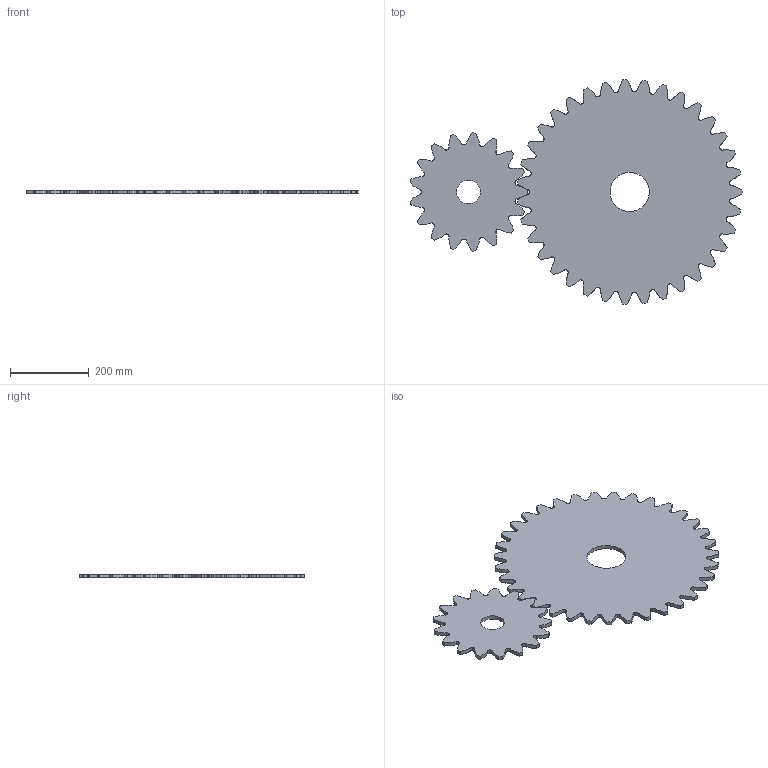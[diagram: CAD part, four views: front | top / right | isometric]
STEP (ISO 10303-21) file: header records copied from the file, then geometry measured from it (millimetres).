
FILE_DESCRIPTION( ( 'STEP AP203' ), '1' );
FILE_NAME( 'Com correção.stp', ' ', ( ' ' ), ( ' ' ), 'PSStep 18.0.17', ' ', ' ' );
FILE_SCHEMA( ( 'CONFIG_CONTROL_DESIGN' ) );
Length unit declared in the file: metre
Products named in the file (3): Assem1
Assembly tree (2 placements, depth 2):
  Assem1
    (unnamed)
    (unnamed)
Bounding box: 845.68 x 571.84 x 10 mm (x, y, z)
Volume: 2803855.4 mm3; surface area: 610444.8 mm2
Topology: 2 solids, 2 shells, 300 faces, 888 edges, 592 vertices
Faces by surface type: bspline 242, cylinder 54, plane 4
Full cylindrical faces by diameter (mm): 60 x1, 100 x1
Entity records: 36838 total; most frequent: CARTESIAN_POINT 30287, ORIENTED_EDGE 1772, EDGE_CURVE 886, DIRECTION 632, VERTEX_POINT 592, B_SPLINE_CURVE_WITH_KNOTS 484, EDGE_LOOP 306, FACE_OUTER_BOUND 302
